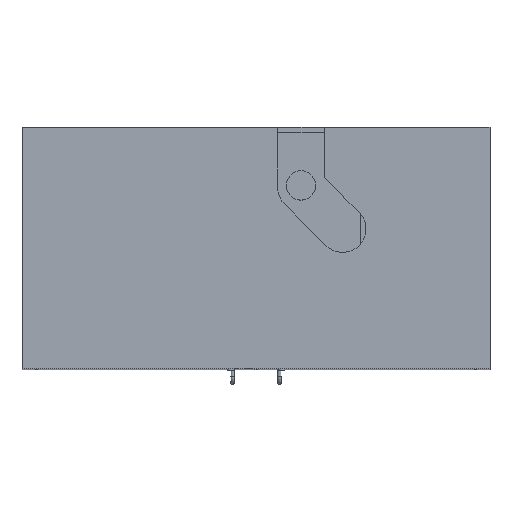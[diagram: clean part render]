
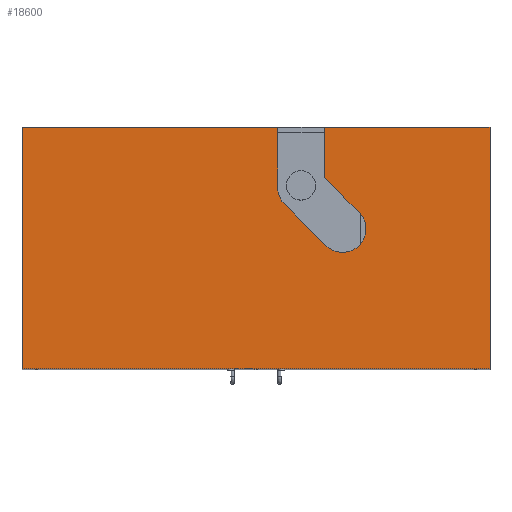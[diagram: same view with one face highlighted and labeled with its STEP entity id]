
A CAD part, top view. The second image highlights one B-rep face of the part: STEP entity #18600.
In plain terms, the highlighted planar face has unit normal (0, 0, 1).
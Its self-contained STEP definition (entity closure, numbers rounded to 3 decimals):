
#789=CIRCLE('',#19794,10.);
#790=CIRCLE('',#19795,60.);
#791=CIRCLE('',#19796,60.);
#1233=FACE_OUTER_BOUND('',#2287,.T.);
#2287=EDGE_LOOP('',(#11914,#11915,#11916,#11917,#11918,#11919,#11920,#11921,
#11922,#11923,#11924,#11925));
#3724=LINE('',#25496,#5685);
#3725=LINE('',#25500,#5686);
#3726=LINE('',#25504,#5687);
#3727=LINE('',#25508,#5688);
#3728=LINE('',#25510,#5689);
#3729=LINE('',#25512,#5690);
#3730=LINE('',#25514,#5691);
#3731=LINE('',#25516,#5692);
#3732=LINE('',#25517,#5693);
#5685=VECTOR('',#21119,10.);
#5686=VECTOR('',#21122,10.);
#5687=VECTOR('',#21125,10.);
#5688=VECTOR('',#21128,10.);
#5689=VECTOR('',#21129,10.);
#5690=VECTOR('',#21130,10.);
#5691=VECTOR('',#21131,10.);
#5692=VECTOR('',#21132,10.);
#5693=VECTOR('',#21133,10.);
#7620=VERTEX_POINT('',#25494);
#7621=VERTEX_POINT('',#25495);
#7622=VERTEX_POINT('',#25497);
#7623=VERTEX_POINT('',#25499);
#7624=VERTEX_POINT('',#25501);
#7625=VERTEX_POINT('',#25503);
#7626=VERTEX_POINT('',#25505);
#7627=VERTEX_POINT('',#25507);
#7628=VERTEX_POINT('',#25509);
#7629=VERTEX_POINT('',#25511);
#7630=VERTEX_POINT('',#25513);
#7631=VERTEX_POINT('',#25515);
#9350=EDGE_CURVE('',#7620,#7621,#3724,.T.);
#9351=EDGE_CURVE('',#7621,#7622,#789,.T.);
#9352=EDGE_CURVE('',#7622,#7623,#3725,.T.);
#9353=EDGE_CURVE('',#7623,#7624,#790,.T.);
#9354=EDGE_CURVE('',#7624,#7625,#3726,.T.);
#9355=EDGE_CURVE('',#7625,#7626,#791,.T.);
#9356=EDGE_CURVE('',#7626,#7627,#3727,.T.);
#9357=EDGE_CURVE('',#7627,#7628,#3728,.T.);
#9358=EDGE_CURVE('',#7628,#7629,#3729,.T.);
#9359=EDGE_CURVE('',#7629,#7630,#3730,.T.);
#9360=EDGE_CURVE('',#7630,#7631,#3731,.T.);
#9361=EDGE_CURVE('',#7631,#7620,#3732,.T.);
#11914=ORIENTED_EDGE('',*,*,#9350,.T.);
#11915=ORIENTED_EDGE('',*,*,#9351,.T.);
#11916=ORIENTED_EDGE('',*,*,#9352,.T.);
#11917=ORIENTED_EDGE('',*,*,#9353,.T.);
#11918=ORIENTED_EDGE('',*,*,#9354,.T.);
#11919=ORIENTED_EDGE('',*,*,#9355,.T.);
#11920=ORIENTED_EDGE('',*,*,#9356,.T.);
#11921=ORIENTED_EDGE('',*,*,#9357,.T.);
#11922=ORIENTED_EDGE('',*,*,#9358,.T.);
#11923=ORIENTED_EDGE('',*,*,#9359,.T.);
#11924=ORIENTED_EDGE('',*,*,#9360,.T.);
#11925=ORIENTED_EDGE('',*,*,#9361,.T.);
#16807=PLANE('',#19793);
#18600=ADVANCED_FACE('',(#1233),#16807,.T.);
#19793=AXIS2_PLACEMENT_3D('',#25493,#21117,#21118);
#19794=AXIS2_PLACEMENT_3D('',#25498,#21120,#21121);
#19795=AXIS2_PLACEMENT_3D('',#25502,#21123,#21124);
#19796=AXIS2_PLACEMENT_3D('',#25506,#21126,#21127);
#21117=DIRECTION('center_axis',(0.,0.,1.));
#21118=DIRECTION('ref_axis',(1.,0.,0.));
#21119=DIRECTION('',(0.,-1.,0.));
#21120=DIRECTION('center_axis',(0.,0.,1.));
#21121=DIRECTION('ref_axis',(1.,0.,0.));
#21122=DIRECTION('',(0.707,-0.707,0.));
#21123=DIRECTION('center_axis',(0.,0.,-1.));
#21124=DIRECTION('ref_axis',(-0.707,-0.707,0.));
#21125=DIRECTION('',(-0.707,0.707,0.));
#21126=DIRECTION('center_axis',(0.,0.,-1.));
#21127=DIRECTION('ref_axis',(-1.,0.,0.));
#21128=DIRECTION('',(0.,1.,0.));
#21129=DIRECTION('',(-1.,0.,0.));
#21130=DIRECTION('',(0.,-1.,0.));
#21131=DIRECTION('',(1.,0.,0.));
#21132=DIRECTION('',(0.,1.,0.));
#21133=DIRECTION('',(-1.,0.,0.));
#25493=CARTESIAN_POINT('Origin',(0.,0.,
984.));
#25494=CARTESIAN_POINT('',(175.,308.25,984.));
#25495=CARTESIAN_POINT('',(175.,184.245,984.));
#25496=CARTESIAN_POINT('',(175.,147.25,984.));
#25497=CARTESIAN_POINT('',(177.929,177.174,984.));
#25498=CARTESIAN_POINT('Origin',(185.,184.245,984.));
#25499=CARTESIAN_POINT('',(263.676,91.426,984.));
#25500=CARTESIAN_POINT('',(177.74,177.363,984.));
#25501=CARTESIAN_POINT('',(178.824,6.574,984.));
#25502=CARTESIAN_POINT('Origin',(221.25,49.,984.));
#25503=CARTESIAN_POINT('',(72.574,112.824,984.));
#25504=CARTESIAN_POINT('',(135.761,49.636,984.));
#25505=CARTESIAN_POINT('',(55.,155.25,984.));
#25506=CARTESIAN_POINT('Origin',(115.,155.25,984.));
#25507=CARTESIAN_POINT('',(55.,308.25,984.));
#25508=CARTESIAN_POINT('',(55.,147.25,984.));
#25509=CARTESIAN_POINT('',(-598.25,308.25,984.));
#25510=CARTESIAN_POINT('',(598.25,308.25,984.));
#25511=CARTESIAN_POINT('',(-598.25,-308.25,984.));
#25512=CARTESIAN_POINT('',(-598.25,308.25,984.));
#25513=CARTESIAN_POINT('',(598.25,-308.25,984.));
#25514=CARTESIAN_POINT('',(-598.25,-308.25,984.));
#25515=CARTESIAN_POINT('',(598.25,308.25,984.));
#25516=CARTESIAN_POINT('',(598.25,-308.25,984.));
#25517=CARTESIAN_POINT('',(598.25,308.25,984.));
